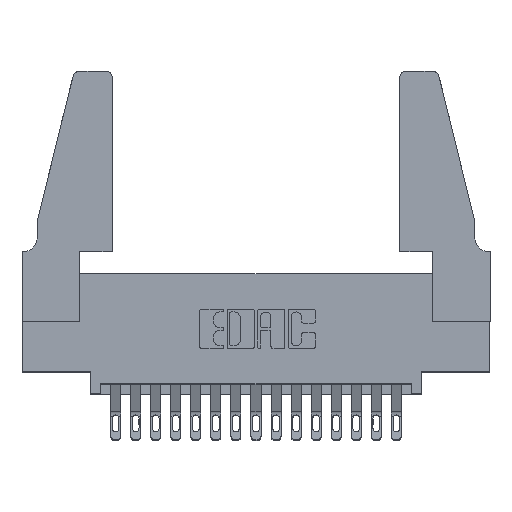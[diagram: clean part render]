
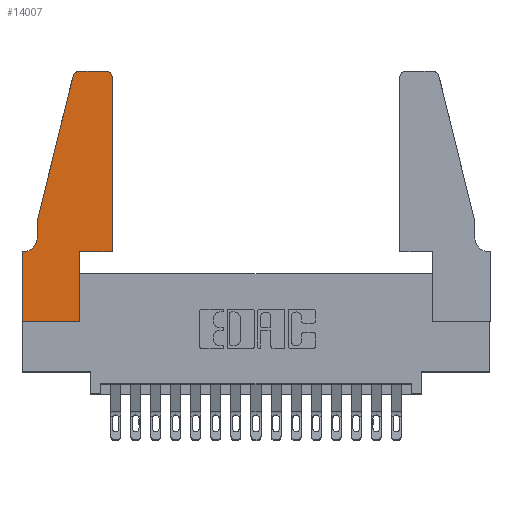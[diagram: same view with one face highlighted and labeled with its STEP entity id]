
A CAD part, top view. The second image highlights one B-rep face of the part: STEP entity #14007.
In plain terms, the highlighted planar face has unit normal (0, 0, 1).
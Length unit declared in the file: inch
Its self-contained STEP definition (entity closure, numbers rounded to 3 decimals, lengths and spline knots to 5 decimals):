
#39 = EDGE_CURVE ( 'NONE', #17077, #12727, #7051, .T. ) ;
#94 = AXIS2_PLACEMENT_3D ( 'NONE', #1544, #3146, #4548 ) ;
#243 = ORIENTED_EDGE ( 'NONE', *, *, #9688, .T. ) ;
#533 = ORIENTED_EDGE ( 'NONE', *, *, #5944, .T. ) ;
#534 = EDGE_CURVE ( 'NONE', #12727, #16417, #5708, .T. ) ;
#633 = ORIENTED_EDGE ( 'NONE', *, *, #14491, .T. ) ;
#653 = DIRECTION ( 'NONE',  ( 1., 0., 0. ) ) ;
#1058 = DIRECTION ( 'NONE',  ( -1., 0., 0. ) ) ;
#1109 = VECTOR ( 'NONE', #10691, 39.37008 ) ;
#1120 = VECTOR ( 'NONE', #4217, 39.37008 ) ;
#1239 = CARTESIAN_POINT ( 'NONE',  ( 0.4505, 0.35, 0.37 ) ) ;
#1439 = CARTESIAN_POINT ( 'NONE',  ( 0.0755, 0.35, 0.37 ) ) ;
#1544 = CARTESIAN_POINT ( 'NONE',  ( 0.284, 1.22, 0.37 ) ) ;
#1813 = AXIS2_PLACEMENT_3D ( 'NONE', #14946, #17733, #1058 ) ;
#1894 = VERTEX_POINT ( 'NONE', #11388 ) ;
#2173 = ORIENTED_EDGE ( 'NONE', *, *, #9454, .T. ) ;
#2212 = LINE ( 'NONE', #5161, #1109 ) ;
#2676 = VECTOR ( 'NONE', #4749, 39.37008 ) ;
#3115 = LINE ( 'NONE', #1439, #1120 ) ;
#3146 = DIRECTION ( 'NONE',  ( 0., 0., 1. ) ) ;
#3274 = ORIENTED_EDGE ( 'NONE', *, *, #10905, .T. ) ;
#3297 = ORIENTED_EDGE ( 'NONE', *, *, #13278, .T. ) ;
#3344 = CIRCLE ( 'NONE', #1813, 0.07 ) ;
#3408 = ORIENTED_EDGE ( 'NONE', *, *, #5707, .T. ) ;
#3578 = PLANE ( 'NONE',  #11258 ) ;
#3975 = DIRECTION ( 'NONE',  ( 0., -1., 0. ) ) ;
#3989 = VERTEX_POINT ( 'NONE', #14224 ) ;
#4101 = VECTOR ( 'NONE', #13720, 39.37008 ) ;
#4156 = VECTOR ( 'NONE', #8572, 39.37008 ) ;
#4217 = DIRECTION ( 'NONE',  ( -1., 0., 0. ) ) ;
#4548 = DIRECTION ( 'NONE',  ( 1., 0., 0. ) ) ;
#4733 = VERTEX_POINT ( 'NONE', #1239 ) ;
#4749 = DIRECTION ( 'NONE',  ( -1., 0., 0. ) ) ;
#5161 = CARTESIAN_POINT ( 'NONE',  ( 0.2865, 0.35, 0.37 ) ) ;
#5411 = EDGE_CURVE ( 'NONE', #15694, #17077, #15516, .T. ) ;
#5707 = EDGE_CURVE ( 'NONE', #3989, #7410, #3344, .T. ) ;
#5708 = LINE ( 'NONE', #9393, #8966 ) ;
#5936 = LINE ( 'NONE', #12990, #13951 ) ;
#5944 = EDGE_CURVE ( 'NONE', #7410, #9328, #3115, .T. ) ;
#6625 = VERTEX_POINT ( 'NONE', #14844 ) ;
#6686 = VERTEX_POINT ( 'NONE', #10613 ) ;
#6802 = CARTESIAN_POINT ( 'NONE',  ( 0.25487, 1.22718, 0.37 ) ) ;
#7051 = CIRCLE ( 'NONE', #94, 0.03 ) ;
#7410 = VERTEX_POINT ( 'NONE', #17340 ) ;
#7543 = EDGE_CURVE ( 'NONE', #9328, #6686, #15229, .T. ) ;
#7568 = LINE ( 'NONE', #13797, #7786 ) ;
#7786 = VECTOR ( 'NONE', #3975, 39.37008 ) ;
#8255 = DIRECTION ( 'NONE',  ( 1., 0., 0. ) ) ;
#8572 = DIRECTION ( 'NONE',  ( 0., -1., 0. ) ) ;
#8664 = VERTEX_POINT ( 'NONE', #14303 ) ;
#8877 = VECTOR ( 'NONE', #9201, 39.37008 ) ;
#8966 = VECTOR ( 'NONE', #17895, 39.37008 ) ;
#9033 = CARTESIAN_POINT ( 'NONE',  ( 0., 0.35, 0.37 ) ) ;
#9201 = DIRECTION ( 'NONE',  ( 0., 1., 0. ) ) ;
#9328 = VERTEX_POINT ( 'NONE', #15758 ) ;
#9393 = CARTESIAN_POINT ( 'NONE',  ( 0.0755, 0.5, 0.37 ) ) ;
#9454 = EDGE_CURVE ( 'NONE', #4733, #1894, #16247, .T. ) ;
#9688 = EDGE_CURVE ( 'NONE', #8664, #4733, #13210, .T. ) ;
#10153 = CARTESIAN_POINT ( 'NONE',  ( 0.0755, 0.5, 0.37 ) ) ;
#10613 = CARTESIAN_POINT ( 'NONE',  ( 0., 0., 0.37 ) ) ;
#10691 = DIRECTION ( 'NONE',  ( 0., 1., 0. ) ) ;
#10848 = ORIENTED_EDGE ( 'NONE', *, *, #39, .T. ) ;
#10877 = DIRECTION ( 'NONE',  ( 1., 0., 0. ) ) ;
#10905 = EDGE_CURVE ( 'NONE', #6686, #6625, #5936, .T. ) ;
#11056 = CIRCLE ( 'NONE', #17267, 0.03 ) ;
#11133 = ORIENTED_EDGE ( 'NONE', *, *, #5411, .T. ) ;
#11258 = AXIS2_PLACEMENT_3D ( 'NONE', #9033, #14551, #653 ) ;
#11388 = CARTESIAN_POINT ( 'NONE',  ( 0.4505, 1.22, 0.37 ) ) ;
#11648 = CARTESIAN_POINT ( 'NONE',  ( 0.2605, 1.25, 0.37 ) ) ;
#11873 = CARTESIAN_POINT ( 'NONE',  ( 0.4505, 0.35, 0.37 ) ) ;
#12727 = VERTEX_POINT ( 'NONE', #6802 ) ;
#12990 = CARTESIAN_POINT ( 'NONE',  ( 0., 0., 0.37 ) ) ;
#13197 = CARTESIAN_POINT ( 'NONE',  ( 0.4205, 1.25, 0.37 ) ) ;
#13210 = LINE ( 'NONE', #15190, #4101 ) ;
#13278 = EDGE_CURVE ( 'NONE', #1894, #15694, #11056, .T. ) ;
#13457 = CARTESIAN_POINT ( 'NONE',  ( 0.4205, 1.22, 0.37 ) ) ;
#13720 = DIRECTION ( 'NONE',  ( 1., 0., 0. ) ) ;
#13797 = CARTESIAN_POINT ( 'NONE',  ( 0.0755, 0.5, 0.37 ) ) ;
#13814 = ORIENTED_EDGE ( 'NONE', *, *, #534, .T. ) ;
#13951 = VECTOR ( 'NONE', #8255, 39.37008 ) ;
#14007 = ADVANCED_FACE ( 'NONE', ( #17299 ), #3578, .T. ) ;
#14138 = CARTESIAN_POINT ( 'NONE',  ( 0., 0., 0.37 ) ) ;
#14224 = CARTESIAN_POINT ( 'NONE',  ( 0.0755, 0.42, 0.37 ) ) ;
#14303 = CARTESIAN_POINT ( 'NONE',  ( 0.2865, 0.35, 0.37 ) ) ;
#14491 = EDGE_CURVE ( 'NONE', #16417, #3989, #7568, .T. ) ;
#14551 = DIRECTION ( 'NONE',  ( 0., 0., 1. ) ) ;
#14844 = CARTESIAN_POINT ( 'NONE',  ( 0.2865, 0., 0.37 ) ) ;
#14946 = CARTESIAN_POINT ( 'NONE',  ( 0.0055, 0.42, 0.37 ) ) ;
#15190 = CARTESIAN_POINT ( 'NONE',  ( 0.4505, 0.35, 0.37 ) ) ;
#15229 = LINE ( 'NONE', #14138, #4156 ) ;
#15516 = LINE ( 'NONE', #11648, #2676 ) ;
#15694 = VERTEX_POINT ( 'NONE', #13197 ) ;
#15758 = CARTESIAN_POINT ( 'NONE',  ( 0., 0.35, 0.37 ) ) ;
#16247 = LINE ( 'NONE', #11873, #8877 ) ;
#16393 = ORIENTED_EDGE ( 'NONE', *, *, #7543, .T. ) ;
#16417 = VERTEX_POINT ( 'NONE', #10153 ) ;
#16698 = EDGE_CURVE ( 'NONE', #6625, #8664, #2212, .T. ) ;
#16928 = CARTESIAN_POINT ( 'NONE',  ( 0.284, 1.25, 0.37 ) ) ;
#16947 = EDGE_LOOP ( 'NONE', ( #11133, #10848, #13814, #633, #3408, #533, #16393, #3274, #17381, #243, #2173, #3297 ) ) ;
#17077 = VERTEX_POINT ( 'NONE', #16928 ) ;
#17267 = AXIS2_PLACEMENT_3D ( 'NONE', #13457, #17786, #10877 ) ;
#17299 = FACE_OUTER_BOUND ( 'NONE', #16947, .T. ) ;
#17340 = CARTESIAN_POINT ( 'NONE',  ( 0.0055, 0.35, 0.37 ) ) ;
#17381 = ORIENTED_EDGE ( 'NONE', *, *, #16698, .T. ) ;
#17733 = DIRECTION ( 'NONE',  ( 0., 0., -1. ) ) ;
#17786 = DIRECTION ( 'NONE',  ( 0., 0., 1. ) ) ;
#17895 = DIRECTION ( 'NONE',  ( -0.239, -0.971, 0. ) ) ;
